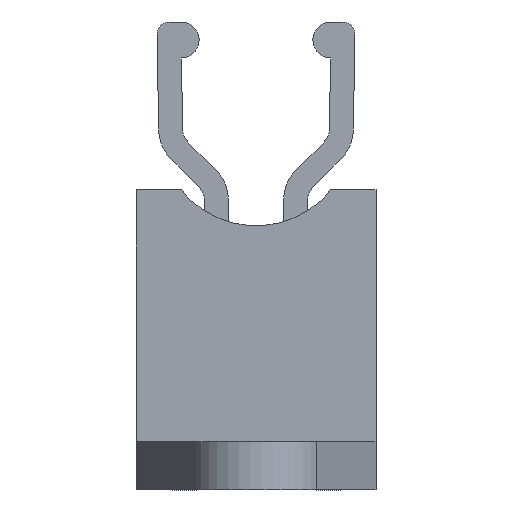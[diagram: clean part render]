
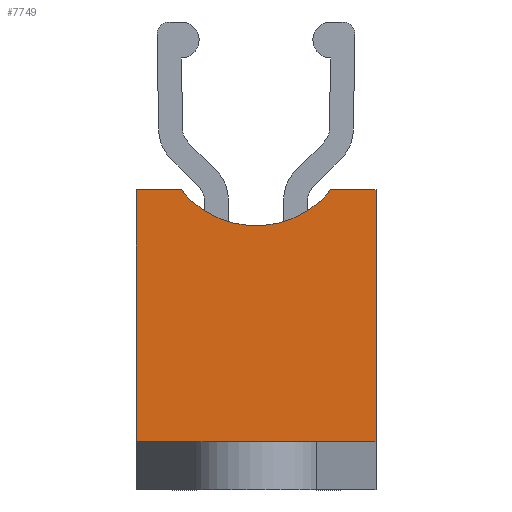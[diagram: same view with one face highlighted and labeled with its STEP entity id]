
A CAD part, front view. The second image highlights one B-rep face of the part: STEP entity #7749.
In plain terms, the highlighted face is planar.
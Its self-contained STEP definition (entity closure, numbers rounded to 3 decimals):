
#4343 = PLANE('',#4344);
#4344 = AXIS2_PLACEMENT_3D('',#4345,#4346,#4347);
#4345 = CARTESIAN_POINT('',(0.,24.6,4.));
#4346 = DIRECTION('',(0.,0.,-1.));
#4347 = DIRECTION('',(0.,-1.,0.));
#4404 = PLANE('',#4405);
#4405 = AXIS2_PLACEMENT_3D('',#4406,#4407,#4408);
#4406 = CARTESIAN_POINT('',(-10.,0.,0.));
#4407 = DIRECTION('',(-1.,0.,0.));
#4408 = DIRECTION('',(0.,1.,0.));
#4521 = PLANE('',#4522);
#4522 = AXIS2_PLACEMENT_3D('',#4523,#4524,#4525);
#4523 = CARTESIAN_POINT('',(10.,17.2,0.));
#4524 = DIRECTION('',(1.,0.,0.));
#4525 = DIRECTION('',(0.,-1.,0.));
#4942 = EDGE_CURVE('',#4943,#4945,#4947,.T.);
#4943 = VERTEX_POINT('',#4944);
#4944 = CARTESIAN_POINT('',(10.,17.2,4.));
#4945 = VERTEX_POINT('',#4946);
#4946 = CARTESIAN_POINT('',(-10.,17.2,4.));
#4947 = SURFACE_CURVE('',#4948,(#4952,#4959),.PCURVE_S1.);
#4948 = LINE('',#4949,#4950);
#4949 = CARTESIAN_POINT('',(11.,17.2,4.));
#4950 = VECTOR('',#4951,1.);
#4951 = DIRECTION('',(-1.,0.,0.));
#4952 = PCURVE('',#4343,#4953);
#4953 = DEFINITIONAL_REPRESENTATION('',(#4954),#4958);
#4954 = LINE('',#4955,#4956);
#4955 = CARTESIAN_POINT('',(7.4,-11.));
#4956 = VECTOR('',#4957,1.);
#4957 = DIRECTION('',(0.,1.));
#4958 = ( GEOMETRIC_REPRESENTATION_CONTEXT(2) 
PARAMETRIC_REPRESENTATION_CONTEXT() REPRESENTATION_CONTEXT('2D SPACE',''
  ) );
#4959 = PCURVE('',#4960,#4965);
#4960 = PLANE('',#4961);
#4961 = AXIS2_PLACEMENT_3D('',#4962,#4963,#4964);
#4962 = CARTESIAN_POINT('',(11.,17.2,25.));
#4963 = DIRECTION('',(0.,1.,0.));
#4964 = DIRECTION('',(-1.,0.,0.));
#4965 = DEFINITIONAL_REPRESENTATION('',(#4966),#4970);
#4966 = LINE('',#4967,#4968);
#4967 = CARTESIAN_POINT('',(0.,-21.));
#4968 = VECTOR('',#4969,1.);
#4969 = DIRECTION('',(1.,0.));
#4970 = ( GEOMETRIC_REPRESENTATION_CONTEXT(2) 
PARAMETRIC_REPRESENTATION_CONTEXT() REPRESENTATION_CONTEXT('2D SPACE',''
  ) );
#5082 = PLANE('',#5083);
#5083 = AXIS2_PLACEMENT_3D('',#5084,#5085,#5086);
#5084 = CARTESIAN_POINT('',(-0.016,13.363,25.));
#5085 = DIRECTION('',(-0.,-0.,-1.));
#5086 = DIRECTION('',(-1.,0.,0.));
#5121 = VERTEX_POINT('',#5122);
#5122 = CARTESIAN_POINT('',(-10.,17.2,25.));
#5143 = EDGE_CURVE('',#4945,#5121,#5144,.T.);
#5144 = SURFACE_CURVE('',#5145,(#5149,#5156),.PCURVE_S1.);
#5145 = LINE('',#5146,#5147);
#5146 = CARTESIAN_POINT('',(-10.,17.2,0.));
#5147 = VECTOR('',#5148,1.);
#5148 = DIRECTION('',(0.,0.,1.));
#5149 = PCURVE('',#4404,#5150);
#5150 = DEFINITIONAL_REPRESENTATION('',(#5151),#5155);
#5151 = LINE('',#5152,#5153);
#5152 = CARTESIAN_POINT('',(17.2,0.));
#5153 = VECTOR('',#5154,1.);
#5154 = DIRECTION('',(0.,-1.));
#5155 = ( GEOMETRIC_REPRESENTATION_CONTEXT(2) 
PARAMETRIC_REPRESENTATION_CONTEXT() REPRESENTATION_CONTEXT('2D SPACE',''
  ) );
#5156 = PCURVE('',#4960,#5157);
#5157 = DEFINITIONAL_REPRESENTATION('',(#5158),#5162);
#5158 = LINE('',#5159,#5160);
#5159 = CARTESIAN_POINT('',(21.,-25.));
#5160 = VECTOR('',#5161,1.);
#5161 = DIRECTION('',(0.,1.));
#5162 = ( GEOMETRIC_REPRESENTATION_CONTEXT(2) 
PARAMETRIC_REPRESENTATION_CONTEXT() REPRESENTATION_CONTEXT('2D SPACE',''
  ) );
#5271 = EDGE_CURVE('',#4943,#5272,#5274,.T.);
#5272 = VERTEX_POINT('',#5273);
#5273 = CARTESIAN_POINT('',(10.,17.2,25.));
#5274 = SURFACE_CURVE('',#5275,(#5279,#5286),.PCURVE_S1.);
#5275 = LINE('',#5276,#5277);
#5276 = CARTESIAN_POINT('',(10.,17.2,0.));
#5277 = VECTOR('',#5278,1.);
#5278 = DIRECTION('',(0.,0.,1.));
#5279 = PCURVE('',#4521,#5280);
#5280 = DEFINITIONAL_REPRESENTATION('',(#5281),#5285);
#5281 = LINE('',#5282,#5283);
#5282 = CARTESIAN_POINT('',(0.,0.));
#5283 = VECTOR('',#5284,1.);
#5284 = DIRECTION('',(0.,-1.));
#5285 = ( GEOMETRIC_REPRESENTATION_CONTEXT(2) 
PARAMETRIC_REPRESENTATION_CONTEXT() REPRESENTATION_CONTEXT('2D SPACE',''
  ) );
#5286 = PCURVE('',#4960,#5287);
#5287 = DEFINITIONAL_REPRESENTATION('',(#5288),#5292);
#5288 = LINE('',#5289,#5290);
#5289 = CARTESIAN_POINT('',(1.,-25.));
#5290 = VECTOR('',#5291,1.);
#5291 = DIRECTION('',(0.,1.));
#5292 = ( GEOMETRIC_REPRESENTATION_CONTEXT(2) 
PARAMETRIC_REPRESENTATION_CONTEXT() REPRESENTATION_CONTEXT('2D SPACE',''
  ) );
#5310 = PLANE('',#5311);
#5311 = AXIS2_PLACEMENT_3D('',#5312,#5313,#5314);
#5312 = CARTESIAN_POINT('',(-0.016,13.363,25.));
#5313 = DIRECTION('',(-0.,-0.,-1.));
#5314 = DIRECTION('',(-1.,0.,0.));
#6577 = CYLINDRICAL_SURFACE('',#6578,8.);
#6578 = AXIS2_PLACEMENT_3D('',#6579,#6580,#6581);
#6579 = CARTESIAN_POINT('',(0.,0.,30.));
#6580 = DIRECTION('',(0.,-1.,0.));
#6581 = DIRECTION('',(1.,0.,0.));
#7749 = ADVANCED_FACE('',(#7750),#4960,.T.);
#7750 = FACE_BOUND('',#7751,.T.);
#7751 = EDGE_LOOP('',(#7752,#7775,#7776,#7777,#7778,#7801));
#7752 = ORIENTED_EDGE('',*,*,#7753,.F.);
#7753 = EDGE_CURVE('',#5272,#7754,#7756,.T.);
#7754 = VERTEX_POINT('',#7755);
#7755 = CARTESIAN_POINT('',(6.245,17.2,25.));
#7756 = SURFACE_CURVE('',#7757,(#7761,#7768),.PCURVE_S1.);
#7757 = LINE('',#7758,#7759);
#7758 = CARTESIAN_POINT('',(11.,17.2,25.));
#7759 = VECTOR('',#7760,1.);
#7760 = DIRECTION('',(-1.,0.,0.));
#7761 = PCURVE('',#4960,#7762);
#7762 = DEFINITIONAL_REPRESENTATION('',(#7763),#7767);
#7763 = LINE('',#7764,#7765);
#7764 = CARTESIAN_POINT('',(0.,0.));
#7765 = VECTOR('',#7766,1.);
#7766 = DIRECTION('',(1.,0.));
#7767 = ( GEOMETRIC_REPRESENTATION_CONTEXT(2) 
PARAMETRIC_REPRESENTATION_CONTEXT() REPRESENTATION_CONTEXT('2D SPACE',''
  ) );
#7768 = PCURVE('',#5310,#7769);
#7769 = DEFINITIONAL_REPRESENTATION('',(#7770),#7774);
#7770 = LINE('',#7771,#7772);
#7771 = CARTESIAN_POINT('',(-11.016,3.837));
#7772 = VECTOR('',#7773,1.);
#7773 = DIRECTION('',(1.,0.));
#7774 = ( GEOMETRIC_REPRESENTATION_CONTEXT(2) 
PARAMETRIC_REPRESENTATION_CONTEXT() REPRESENTATION_CONTEXT('2D SPACE',''
  ) );
#7775 = ORIENTED_EDGE('',*,*,#5271,.F.);
#7776 = ORIENTED_EDGE('',*,*,#4942,.T.);
#7777 = ORIENTED_EDGE('',*,*,#5143,.T.);
#7778 = ORIENTED_EDGE('',*,*,#7779,.F.);
#7779 = EDGE_CURVE('',#7780,#5121,#7782,.T.);
#7780 = VERTEX_POINT('',#7781);
#7781 = CARTESIAN_POINT('',(-6.245,17.2,25.));
#7782 = SURFACE_CURVE('',#7783,(#7787,#7794),.PCURVE_S1.);
#7783 = LINE('',#7784,#7785);
#7784 = CARTESIAN_POINT('',(11.,17.2,25.));
#7785 = VECTOR('',#7786,1.);
#7786 = DIRECTION('',(-1.,0.,0.));
#7787 = PCURVE('',#4960,#7788);
#7788 = DEFINITIONAL_REPRESENTATION('',(#7789),#7793);
#7789 = LINE('',#7790,#7791);
#7790 = CARTESIAN_POINT('',(0.,0.));
#7791 = VECTOR('',#7792,1.);
#7792 = DIRECTION('',(1.,0.));
#7793 = ( GEOMETRIC_REPRESENTATION_CONTEXT(2) 
PARAMETRIC_REPRESENTATION_CONTEXT() REPRESENTATION_CONTEXT('2D SPACE',''
  ) );
#7794 = PCURVE('',#5082,#7795);
#7795 = DEFINITIONAL_REPRESENTATION('',(#7796),#7800);
#7796 = LINE('',#7797,#7798);
#7797 = CARTESIAN_POINT('',(-11.016,3.837));
#7798 = VECTOR('',#7799,1.);
#7799 = DIRECTION('',(1.,0.));
#7800 = ( GEOMETRIC_REPRESENTATION_CONTEXT(2) 
PARAMETRIC_REPRESENTATION_CONTEXT() REPRESENTATION_CONTEXT('2D SPACE',''
  ) );
#7801 = ORIENTED_EDGE('',*,*,#7802,.T.);
#7802 = EDGE_CURVE('',#7780,#7754,#7803,.T.);
#7803 = SURFACE_CURVE('',#7804,(#7809,#7820),.PCURVE_S1.);
#7804 = CIRCLE('',#7805,8.);
#7805 = AXIS2_PLACEMENT_3D('',#7806,#7807,#7808);
#7806 = CARTESIAN_POINT('',(0.,17.2,30.));
#7807 = DIRECTION('',(0.,-1.,0.));
#7808 = DIRECTION('',(1.,0.,0.));
#7809 = PCURVE('',#4960,#7810);
#7810 = DEFINITIONAL_REPRESENTATION('',(#7811),#7819);
#7811 = ( BOUNDED_CURVE() B_SPLINE_CURVE(2,(#7812,#7813,#7814,#7815,
#7816,#7817,#7818),.UNSPECIFIED.,.T.,.F.) B_SPLINE_CURVE_WITH_KNOTS((1,2
    ,2,2,2,1),(-2.094,0.,2.094,4.189,
6.283,8.378),.UNSPECIFIED.) CURVE() 
GEOMETRIC_REPRESENTATION_ITEM() RATIONAL_B_SPLINE_CURVE((1.,0.5,1.,0.5,
1.,0.5,1.)) REPRESENTATION_ITEM('') );
#7812 = CARTESIAN_POINT('',(3.,5.));
#7813 = CARTESIAN_POINT('',(3.,18.856));
#7814 = CARTESIAN_POINT('',(15.,11.928));
#7815 = CARTESIAN_POINT('',(27.,5.));
#7816 = CARTESIAN_POINT('',(15.,-1.928));
#7817 = CARTESIAN_POINT('',(3.,-8.856));
#7818 = CARTESIAN_POINT('',(3.,5.));
#7819 = ( GEOMETRIC_REPRESENTATION_CONTEXT(2) 
PARAMETRIC_REPRESENTATION_CONTEXT() REPRESENTATION_CONTEXT('2D SPACE',''
  ) );
#7820 = PCURVE('',#6577,#7821);
#7821 = DEFINITIONAL_REPRESENTATION('',(#7822),#7826);
#7822 = LINE('',#7823,#7824);
#7823 = CARTESIAN_POINT('',(0.,-17.2));
#7824 = VECTOR('',#7825,1.);
#7825 = DIRECTION('',(1.,0.));
#7826 = ( GEOMETRIC_REPRESENTATION_CONTEXT(2) 
PARAMETRIC_REPRESENTATION_CONTEXT() REPRESENTATION_CONTEXT('2D SPACE',''
  ) );
